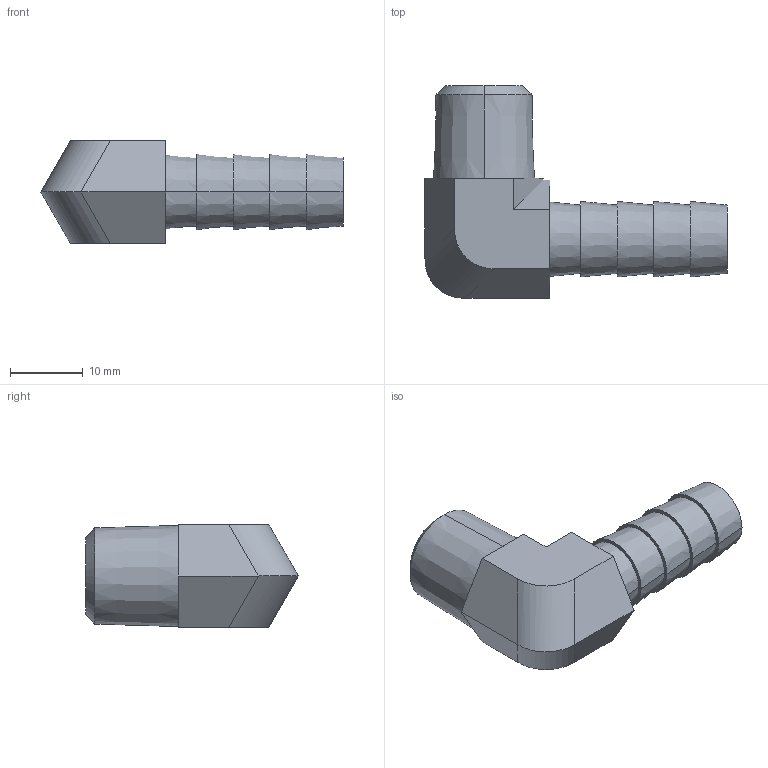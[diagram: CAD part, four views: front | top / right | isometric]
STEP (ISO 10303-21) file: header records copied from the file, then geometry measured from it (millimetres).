
FILE_DESCRIPTION (( 'STEP AP214' ), '1' );
FILE_NAME ('BAHBL-38-14N.step', '2017-08-29T20:40:08', ( '' ), ( '' ), 'SwSTEP 2.0', 'SolidWorks 2017', '' );
FILE_SCHEMA (( 'AUTOMOTIVE_DESIGN' ));
Length unit declared in the file: inch
Products named in the file (1): BAHBL-38-14N
Bounding box: 41.55 x 29.24 x 14.07 mm (x, y, z)
Volume: 4090.8 mm3; surface area: 3711.9 mm2
Topology: 1 solids, 1 shells, 45 faces, 97 edges, 63 vertices
Faces by surface type: plane 21, cone 14, cylinder 10
Entity records: 1429 total; most frequent: CARTESIAN_POINT 379, DIRECTION 220, ORIENTED_EDGE 194, EDGE_CURVE 97, AXIS2_PLACEMENT_3D 84, VERTEX_POINT 63, EDGE_LOOP 56, VECTOR 52
